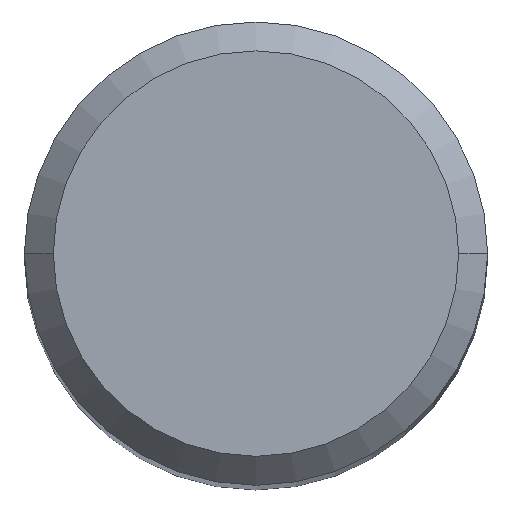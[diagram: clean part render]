
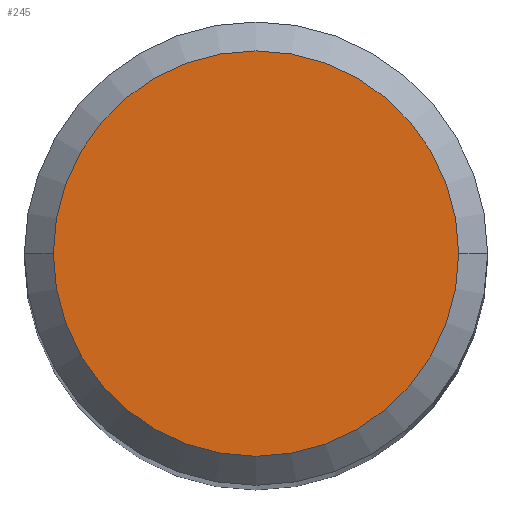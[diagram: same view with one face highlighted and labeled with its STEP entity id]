
A CAD part, top view. The second image highlights one B-rep face of the part: STEP entity #245.
In plain terms, the highlighted planar face has unit normal (0, 0, 1).
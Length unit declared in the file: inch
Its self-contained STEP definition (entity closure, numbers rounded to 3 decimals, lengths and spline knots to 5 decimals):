
#6 = CARTESIAN_POINT ( 'NONE',  ( 0., 0., 0. ) ) ;
#35 = EDGE_LOOP ( 'NONE', ( #73, #71 ) ) ;
#44 = FACE_OUTER_BOUND ( 'NONE', #35, .T. ) ;
#46 = CARTESIAN_POINT ( 'NONE',  ( -0.21875, 0., 0. ) ) ;
#49 = CIRCLE ( 'NONE', #263, 0.21875 ) ;
#71 = ORIENTED_EDGE ( 'NONE', *, *, #147, .T. ) ;
#73 = ORIENTED_EDGE ( 'NONE', *, *, #340, .T. ) ;
#81 = AXIS2_PLACEMENT_3D ( 'NONE', #187, #459, #354 ) ;
#147 = EDGE_CURVE ( 'NONE', #349, #434, #49, .T. ) ;
#170 = DIRECTION ( 'NONE',  ( 1., 0., 0. ) ) ;
#174 = AXIS2_PLACEMENT_3D ( 'NONE', #6, #291, #424 ) ;
#187 = CARTESIAN_POINT ( 'NONE',  ( 0., 0., 0. ) ) ;
#194 = PLANE ( 'NONE',  #174 ) ;
#245 = ADVANCED_FACE ( 'NONE', ( #44 ), #194, .F. ) ;
#263 = AXIS2_PLACEMENT_3D ( 'NONE', #282, #415, #170 ) ;
#282 = CARTESIAN_POINT ( 'NONE',  ( 0., 0., 0. ) ) ;
#290 = CIRCLE ( 'NONE', #81, 0.21875 ) ;
#291 = DIRECTION ( 'NONE',  ( 0., 0., -1. ) ) ;
#321 = CARTESIAN_POINT ( 'NONE',  ( 0.21875, 0., 0. ) ) ;
#340 = EDGE_CURVE ( 'NONE', #434, #349, #290, .T. ) ;
#349 = VERTEX_POINT ( 'NONE', #321 ) ;
#354 = DIRECTION ( 'NONE',  ( 1., 0., 0. ) ) ;
#415 = DIRECTION ( 'NONE',  ( 0., 0., 1. ) ) ;
#424 = DIRECTION ( 'NONE',  ( -1., 0., 0. ) ) ;
#434 = VERTEX_POINT ( 'NONE', #46 ) ;
#459 = DIRECTION ( 'NONE',  ( 0., 0., 1. ) ) ;
